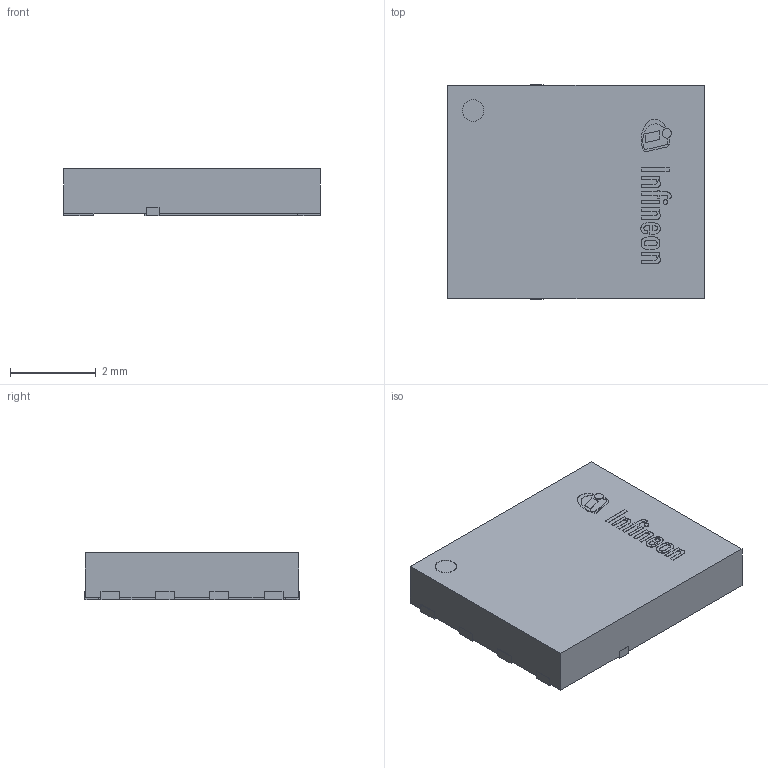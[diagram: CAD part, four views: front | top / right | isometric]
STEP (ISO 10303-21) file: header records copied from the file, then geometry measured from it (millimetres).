
FILE_DESCRIPTION(/* description */ (''),/* implementation_level */ '2;1');
FILE_NAME(/* name */ 'PG-TSON-8-3_Z8B00184858_V02_3D.stp',/* time_stamp */ '2024-04-01T18:30:07+05:00',/* author */ ('sivamani'),/* organization */ (''),/* preprocessor_version */ 'ST-DEVELOPER v16.13',/* originating_system */ 'AutoCAD Mechanical',/* authorisation */ '');
FILE_SCHEMA (('AUTOMOTIVE_DESIGN { 1 0 10303 214 3 1 1 }'));
Length unit declared in the file: millimetre
Products named in the file (1): Product
Bounding box: 6 x 5 x 1.11 mm (x, y, z)
Volume: 32.2 mm3; surface area: 131.9 mm2
Topology: 17 solids, 17 shells, 218 faces, 549 edges, 366 vertices
Faces by surface type: plane 194, bspline 18, cylinder 6
Full cylindrical faces by diameter (mm): 0.107 x1, 0.219 x1, 0.5 x2
Entity records: 6625 total; most frequent: CARTESIAN_POINT 1504, ORIENTED_EDGE 1094, DIRECTION 925, EDGE_CURVE 547, LINE 499, VECTOR 499, VERTEX_POINT 368, EDGE_LOOP 227
